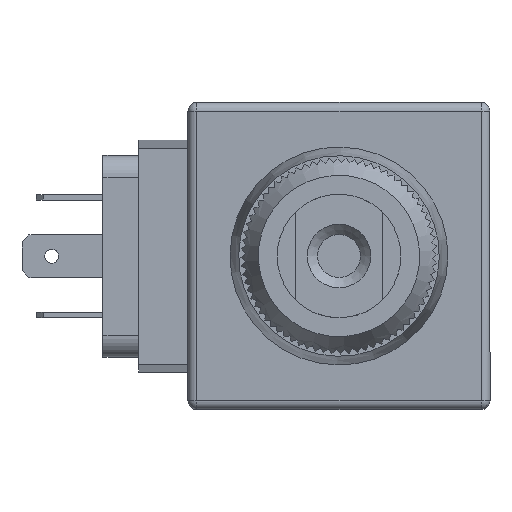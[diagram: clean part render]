
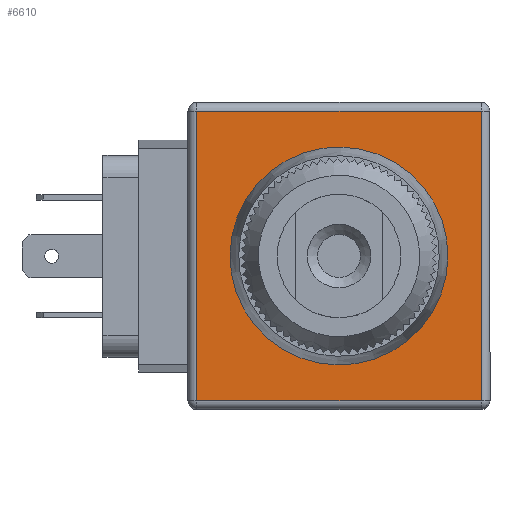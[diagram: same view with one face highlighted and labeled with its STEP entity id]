
A CAD part, left-side view. The second image highlights one B-rep face of the part: STEP entity #6610.
In plain terms, the highlighted planar face has unit normal (-1, 0, 0).
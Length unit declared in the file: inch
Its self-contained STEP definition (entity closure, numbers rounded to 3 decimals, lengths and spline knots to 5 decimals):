
#5823=CARTESIAN_POINT('',(-1.68,0.816,0.8305));
#5824=VERTEX_POINT('',#5823);
#6197=CARTESIAN_POINT('',(-1.68,-0.816,0.8305));
#6198=VERTEX_POINT('',#6197);
#6199=CARTESIAN_POINT('',(-1.68,0.816,0.8305));
#6200=DIRECTION('',(0.0,-1.0,0.0));
#6201=VECTOR('',#6200,1.632);
#6202=LINE('',#6199,#6201);
#6203=EDGE_CURVE('',#5824,#6198,#6202,.T.);
#6324=CARTESIAN_POINT('',(-1.68,0.816,-0.8305));
#6325=VERTEX_POINT('',#6324);
#6359=CARTESIAN_POINT('',(-1.68,-0.816,-0.8305));
#6360=VERTEX_POINT('',#6359);
#6395=CARTESIAN_POINT('',(-1.68,-0.816,-0.8305));
#6396=DIRECTION('',(0.0,1.0,0.0));
#6397=VECTOR('',#6396,1.632);
#6398=LINE('',#6395,#6397);
#6399=EDGE_CURVE('',#6360,#6325,#6398,.T.);
#6464=CARTESIAN_POINT('',(-1.68,-0.816,0.8305));
#6465=DIRECTION('',(0.0,0.0,-1.0));
#6466=VECTOR('',#6465,1.661);
#6467=LINE('',#6464,#6466);
#6468=EDGE_CURVE('',#6198,#6360,#6467,.T.);
#6510=CARTESIAN_POINT('',(-1.68,0.816,-0.8305));
#6511=DIRECTION('',(0.0,0.0,1.0));
#6512=VECTOR('',#6511,1.661);
#6513=LINE('',#6510,#6512);
#6514=EDGE_CURVE('',#6325,#5824,#6513,.T.);
#6588=CARTESIAN_POINT('',(-1.68,0.0,0.));
#6589=DIRECTION('',(-1.0,0.0,0.0));
#6590=DIRECTION('',(0.0,0.0,1.0));
#6591=AXIS2_PLACEMENT_3D('',#6588,#6589,#6590);
#6592=PLANE('',#6591);
#6593=ORIENTED_EDGE('',*,*,#6203,.F.);
#6594=ORIENTED_EDGE('',*,*,#6514,.F.);
#6595=ORIENTED_EDGE('',*,*,#6399,.F.);
#6596=ORIENTED_EDGE('',*,*,#6468,.F.);
#6597=EDGE_LOOP('',(#6593,#6594,#6595,#6596));
#6598=FACE_OUTER_BOUND('',#6597,.T.);
#6599=CARTESIAN_POINT('',(-1.68,0.,0.575));
#6600=VERTEX_POINT('',#6599);
#6601=CARTESIAN_POINT('',(-1.68,0.,0.));
#6602=DIRECTION('',(1.0,0.0,0.0));
#6603=DIRECTION('',(0.0,0.0,-1.0));
#6604=AXIS2_PLACEMENT_3D('',#6601,#6602,#6603);
#6605=CIRCLE('',#6604,0.575);
#6606=EDGE_CURVE('',#6600,#6600,#6605,.T.);
#6607=ORIENTED_EDGE('',*,*,#6606,.T.);
#6608=EDGE_LOOP('',(#6607));
#6609=FACE_BOUND('',#6608,.T.);
#6610=ADVANCED_FACE('',(#6598,#6609),#6592,.T.);
